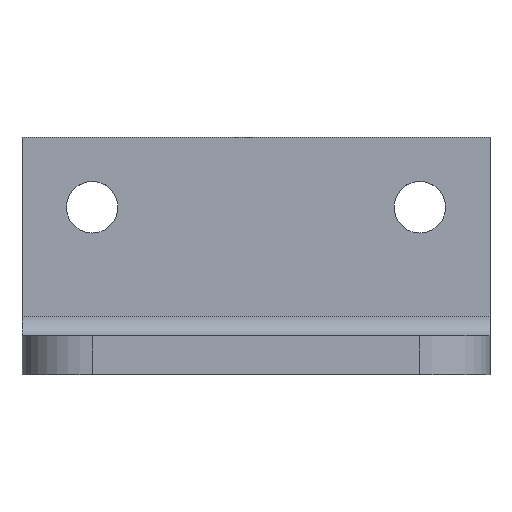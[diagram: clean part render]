
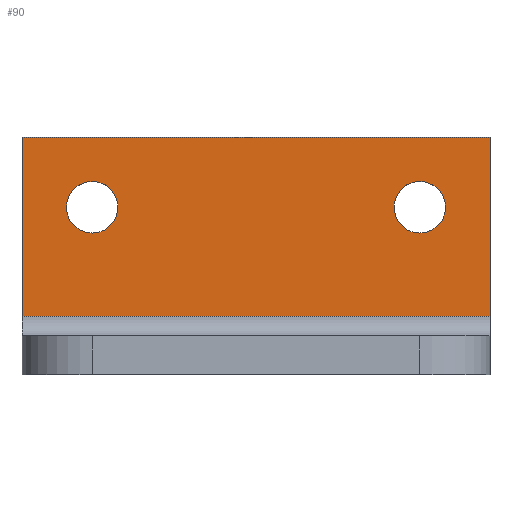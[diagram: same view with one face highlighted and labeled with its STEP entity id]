
A CAD part, top view. The second image highlights one B-rep face of the part: STEP entity #90.
In plain terms, the highlighted planar face has unit normal (0, 0, 1).
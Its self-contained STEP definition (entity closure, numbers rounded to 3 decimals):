
#90=ADVANCED_FACE('',(#130,#131,#132),#133,.T.);
#130=FACE_BOUND('',#178,.T.);
#131=FACE_BOUND('',#179,.T.);
#132=FACE_OUTER_BOUND('',#180,.T.);
#133=PLANE('',#181);
#178=EDGE_LOOP('',(#311,#312));
#179=EDGE_LOOP('',(#313,#314));
#180=EDGE_LOOP('',(#315,#316,#317,#318));
#181=AXIS2_PLACEMENT_3D('',#319,#320,#321);
#311=ORIENTED_EDGE('',*,*,#365,.T.);
#312=ORIENTED_EDGE('',*,*,#381,.T.);
#313=ORIENTED_EDGE('',*,*,#361,.T.);
#314=ORIENTED_EDGE('',*,*,#383,.T.);
#315=ORIENTED_EDGE('',*,*,#408,.T.);
#316=ORIENTED_EDGE('',*,*,#409,.F.);
#317=ORIENTED_EDGE('',*,*,#400,.T.);
#318=ORIENTED_EDGE('',*,*,#407,.T.);
#319=CARTESIAN_POINT('',(30.0,19.0,5.0));
#320=DIRECTION('',(0.,-0.0,1.0));
#321=DIRECTION('',(0.0,1.0,0.0));
#361=EDGE_CURVE('',#417,#414,#418,.T.);
#365=EDGE_CURVE('',#425,#422,#426,.T.);
#381=EDGE_CURVE('',#422,#425,#451,.T.);
#383=EDGE_CURVE('',#414,#417,#453,.T.);
#400=EDGE_CURVE('',#483,#481,#484,.T.);
#407=EDGE_CURVE('',#481,#493,#495,.T.);
#408=EDGE_CURVE('',#493,#496,#497,.T.);
#409=EDGE_CURVE('',#483,#496,#498,.T.);
#414=VERTEX_POINT('',#504);
#417=VERTEX_POINT('',#508);
#418=CIRCLE('',#509,3.3);
#422=VERTEX_POINT('',#514);
#425=VERTEX_POINT('',#518);
#426=CIRCLE('',#519,3.3);
#451=CIRCLE('',#549,3.3);
#453=CIRCLE('',#551,3.3);
#481=VERTEX_POINT('',#589);
#483=VERTEX_POINT('',#592);
#484=LINE('',#593,#594);
#493=VERTEX_POINT('',#607);
#495=LINE('',#610,#611);
#496=VERTEX_POINT('',#612);
#497=LINE('',#613,#614);
#498=LINE('',#615,#616);
#504=CARTESIAN_POINT('',(-17.7,21.5,5.0));
#508=CARTESIAN_POINT('',(-24.3,21.5,5.0));
#509=AXIS2_PLACEMENT_3D('',#625,#626,#627);
#514=CARTESIAN_POINT('',(24.3,21.5,5.0));
#518=CARTESIAN_POINT('',(17.7,21.5,5.0));
#519=AXIS2_PLACEMENT_3D('',#633,#634,#635);
#549=AXIS2_PLACEMENT_3D('',#671,#672,#673);
#551=AXIS2_PLACEMENT_3D('',#677,#678,#679);
#589=CARTESIAN_POINT('',(30.0,30.5,5.0));
#592=CARTESIAN_POINT('',(30.0,7.5,5.0));
#593=CARTESIAN_POINT('',(30.0,7.5,5.0));
#594=VECTOR('',#706,1.0);
#607=CARTESIAN_POINT('',(-30.0,30.5,5.0));
#610=CARTESIAN_POINT('',(30.0,30.5,5.0));
#611=VECTOR('',#715,1.0);
#612=CARTESIAN_POINT('',(-30.0,7.5,5.0));
#613=CARTESIAN_POINT('',(-30.0,7.5,5.0));
#614=VECTOR('',#716,1.0);
#615=CARTESIAN_POINT('',(30.0,7.5,5.0));
#616=VECTOR('',#717,1.0);
#625=CARTESIAN_POINT('',(-21.0,21.5,5.0));
#626=DIRECTION('',(0.,-0.0,-1.0));
#627=DIRECTION('',(1.0,0.0,0.));
#633=CARTESIAN_POINT('',(21.0,21.5,5.0));
#634=DIRECTION('',(0.,-0.0,-1.0));
#635=DIRECTION('',(1.0,0.0,0.));
#671=CARTESIAN_POINT('',(21.0,21.5,5.0));
#672=DIRECTION('',(0.,-0.0,-1.0));
#673=DIRECTION('',(1.0,0.0,0.));
#677=CARTESIAN_POINT('',(-21.0,21.5,5.0));
#678=DIRECTION('',(0.,-0.0,-1.0));
#679=DIRECTION('',(1.0,0.0,0.));
#706=DIRECTION('',(0.0,1.0,0.0));
#715=DIRECTION('',(-1.0,0.0,0.));
#716=DIRECTION('',(0.0,-1.0,-0.0));
#717=DIRECTION('',(-1.0,0.0,0.));
